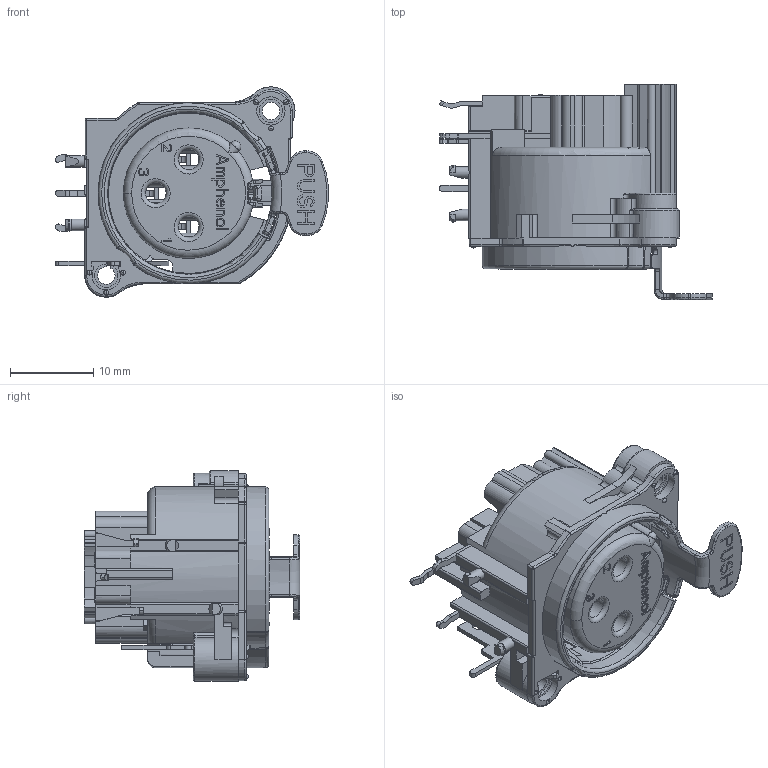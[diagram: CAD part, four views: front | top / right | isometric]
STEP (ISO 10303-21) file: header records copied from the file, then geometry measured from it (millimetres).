
FILE_DESCRIPTION(/* description */ (''),/* implementation_level */ '2;1');
FILE_NAME(/* name */ 'AC3FBH2-AU-PRE.stp',/* time_stamp */ '2024-12-04T21:57:38+11:00',/* author */ ('minh'),/* organization */ (''),/* preprocessor_version */ 'ST-DEVELOPER v19.2',/* originating_system */ 'Autodesk Inventor 2023',/* authorisation */ '');
FILE_SCHEMA (('AUTOMOTIVE_DESIGN { 1 0 10303 214 3 1 1 }'));
Length unit declared in the file: inch
Products named in the file (1): AC3FBH2-AU-PRE
Bounding box: 32.82 x 25.9 x 25.3 mm (x, y, z)
Volume: 4394.8 mm3; surface area: 8206.7 mm2
Topology: 1 solids, 5 shells, 1840 faces, 5139 edges, 3294 vertices
Faces by surface type: plane 1217, cylinder 401, bspline 108, torus 75, cone 25, sphere 14
Full cylindrical faces by diameter (mm): 1.15 x2, 1.2 x1, 1.4 x3, 2.1 x1, 2.5 x3, 2.8 x2, 3.4 x1
Entity records: 67532 total; most frequent: CARTESIAN_POINT 18418, ORIENTED_EDGE 10274, DIRECTION 9417, EDGE_CURVE 5137, LINE 3673, VECTOR 3673, VERTEX_POINT 3294, AXIS2_PLACEMENT_3D 2872
